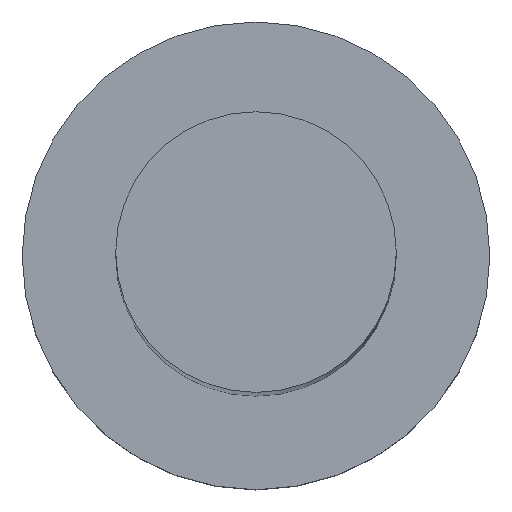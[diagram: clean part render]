
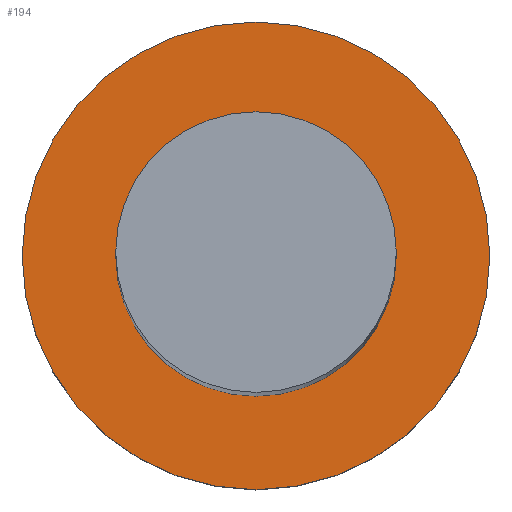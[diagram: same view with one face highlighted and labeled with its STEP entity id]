
A CAD part, top view. The second image highlights one B-rep face of the part: STEP entity #194.
In plain terms, the highlighted planar face has unit normal (0, 0, 1).
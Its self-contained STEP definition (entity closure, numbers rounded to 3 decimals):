
#6 = CIRCLE ( 'NONE', #98, 10. ) ;
#14 = DIRECTION ( 'NONE',  ( 1., 0., 0. ) ) ;
#17 = VERTEX_POINT ( 'NONE', #113 ) ;
#29 = CARTESIAN_POINT ( 'NONE',  ( 0., 0., 7. ) ) ;
#32 = DIRECTION ( 'NONE',  ( 1., 0., 0. ) ) ;
#49 = CARTESIAN_POINT ( 'NONE',  ( 0., 0., 7. ) ) ;
#70 = CIRCLE ( 'NONE', #191, 10. ) ;
#72 = FACE_OUTER_BOUND ( 'NONE', #127, .T. ) ;
#75 = EDGE_CURVE ( 'NONE', #253, #184, #6, .T. ) ;
#81 = ORIENTED_EDGE ( 'NONE', *, *, #75, .T. ) ;
#90 = AXIS2_PLACEMENT_3D ( 'NONE', #176, #248, #97 ) ;
#94 = CARTESIAN_POINT ( 'NONE',  ( 0., 0., 7. ) ) ;
#97 = DIRECTION ( 'NONE',  ( 1., 0., 0. ) ) ;
#98 = AXIS2_PLACEMENT_3D ( 'NONE', #94, #115, #109 ) ;
#106 = CIRCLE ( 'NONE', #90, 6. ) ;
#109 = DIRECTION ( 'NONE',  ( 1., 0., 0. ) ) ;
#113 = CARTESIAN_POINT ( 'NONE',  ( 6., 0., 7. ) ) ;
#115 = DIRECTION ( 'NONE',  ( 0., 0., 1. ) ) ;
#127 = EDGE_LOOP ( 'NONE', ( #220, #81 ) ) ;
#137 = DIRECTION ( 'NONE',  ( 0., 0., 1. ) ) ;
#142 = ORIENTED_EDGE ( 'NONE', *, *, #246, .F. ) ;
#149 = CARTESIAN_POINT ( 'NONE',  ( 0., 0., 7. ) ) ;
#154 = AXIS2_PLACEMENT_3D ( 'NONE', #49, #137, #32 ) ;
#158 = FACE_BOUND ( 'NONE', #203, .T. ) ;
#159 = DIRECTION ( 'NONE',  ( 0., 0., 1. ) ) ;
#165 = CARTESIAN_POINT ( 'NONE',  ( 10., 0., 7. ) ) ;
#166 = ORIENTED_EDGE ( 'NONE', *, *, #212, .F. ) ;
#176 = CARTESIAN_POINT ( 'NONE',  ( 0., 0., 7. ) ) ;
#179 = CARTESIAN_POINT ( 'NONE',  ( -10., 0., 7. ) ) ;
#184 = VERTEX_POINT ( 'NONE', #179 ) ;
#191 = AXIS2_PLACEMENT_3D ( 'NONE', #29, #159, #14 ) ;
#194 = ADVANCED_FACE ( 'NONE', ( #158, #72 ), #236, .T. ) ;
#195 = CIRCLE ( 'NONE', #217, 6. ) ;
#201 = VERTEX_POINT ( 'NONE', #213 ) ;
#203 = EDGE_LOOP ( 'NONE', ( #166, #142 ) ) ;
#207 = EDGE_CURVE ( 'NONE', #184, #253, #70, .T. ) ;
#212 = EDGE_CURVE ( 'NONE', #201, #17, #106, .T. ) ;
#213 = CARTESIAN_POINT ( 'NONE',  ( -6., 0., 7. ) ) ;
#217 = AXIS2_PLACEMENT_3D ( 'NONE', #149, #227, #234 ) ;
#220 = ORIENTED_EDGE ( 'NONE', *, *, #207, .T. ) ;
#227 = DIRECTION ( 'NONE',  ( 0., 0., 1. ) ) ;
#234 = DIRECTION ( 'NONE',  ( 1., 0., 0. ) ) ;
#236 = PLANE ( 'NONE',  #154 ) ;
#246 = EDGE_CURVE ( 'NONE', #17, #201, #195, .T. ) ;
#248 = DIRECTION ( 'NONE',  ( 0., 0., 1. ) ) ;
#253 = VERTEX_POINT ( 'NONE', #165 ) ;
